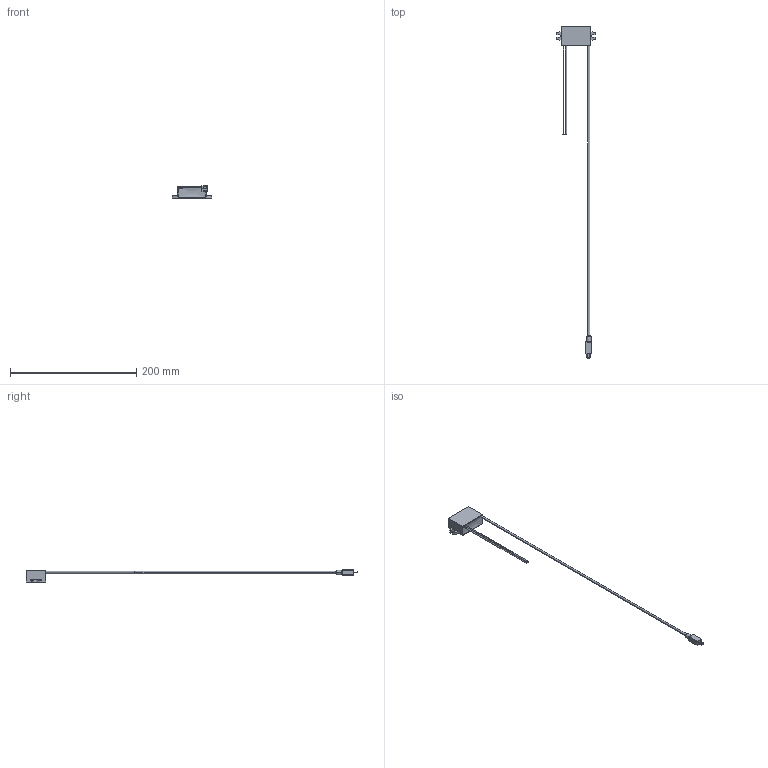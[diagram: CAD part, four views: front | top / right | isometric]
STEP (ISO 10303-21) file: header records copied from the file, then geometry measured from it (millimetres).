
FILE_DESCRIPTION (( 'STEP AP214' ), '1' );
FILE_NAME ('DC TO DC CONVERTER, 8-50V TO 5V, 3 AMPS, 15 WATTS, FULREE 5003MC.STEP', '2018-06-03T09:44:11', ( '' ), ( '' ), 'SwSTEP 2.0', 'SolidWorks 2018', '' );
FILE_SCHEMA (( 'AUTOMOTIVE_DESIGN' ));
Length unit declared in the file: millimetre
Products named in the file (3): DC TO DC CONVERTER, 8-50V TO 5V, 3 AMPS, 15 WATTS, FULREE 5003MC; MICRO USB CABLE, DC TO DC CONVERTER, 8-50V TO 5V, 3 AMPS, 15 WATTS, FULREE 5003MC; BODY, DC TO DC CONVERTER, 8-50V TO 5V, 3 AMPS, 15 WATTS, FULREE 5003MC
Assembly tree (2 placements, depth 2):
  DC TO DC CONVERTER, 8-50V TO 5V, 3 AMPS, 15 WATTS, FULREE 5003MC
    BODY, DC TO DC CONVERTER, 8-50V TO 5V, 3 AMPS, 15 WATTS, FULREE 5003MC
    MICRO USB CABLE, DC TO DC CONVERTER, 8-50V TO 5V, 3 AMPS, 15 WATTS, FULREE 5003MC
Bounding box: 63 x 525.1 x 19.05 mm (x, y, z)
Volume: 33460.4 mm3; surface area: 14456.8 mm2
Topology: 11 solids, 11 shells, 191 faces, 482 edges, 304 vertices
Faces by surface type: plane 117, cylinder 63, sphere 8, cone 2, bspline 1
Entity records: 7008 total; most frequent: DIRECTION 994, CARTESIAN_POINT 989, ORIENTED_EDGE 948, EDGE_CURVE 474, VECTOR 344, LINE 344, AXIS2_PLACEMENT_3D 325, VERTEX_POINT 304
